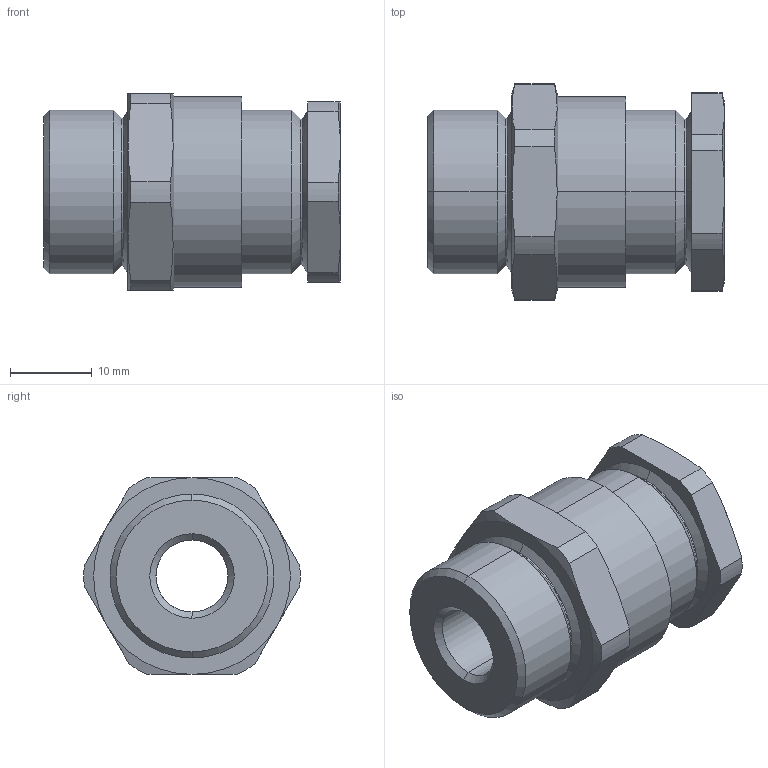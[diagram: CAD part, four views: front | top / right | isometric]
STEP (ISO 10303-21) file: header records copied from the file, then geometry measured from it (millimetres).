
FILE_DESCRIPTION (( 'STEP AP203' ), '1' );
FILE_NAME ('20S16A21RA.STEP', '2021-03-23T10:04:59', ( '' ), ( '' ), 'SwSTEP 2.0', 'SolidWorks 2017', '' );
FILE_SCHEMA (( 'CONFIG_CONTROL_DESIGN' ));
Length unit declared in the file: millimetre
Products named in the file (1): 20S16A21RA
Bounding box: 36.21 x 26.39 x 24 mm (x, y, z)
Volume: 9431 mm3; surface area: 6364.6 mm2
Topology: 1 solids, 23 shells, 352 faces, 854 edges, 556 vertices
Faces by surface type: plane 146, bspline 130, cone 40, cylinder 34, torus 2
Entity records: 18063 total; most frequent: CARTESIAN_POINT 10597, ORIENTED_EDGE 1708, DIRECTION 1120, EDGE_CURVE 854, VERTEX_POINT 556, LINE 450, VECTOR 450, EDGE_LOOP 380
